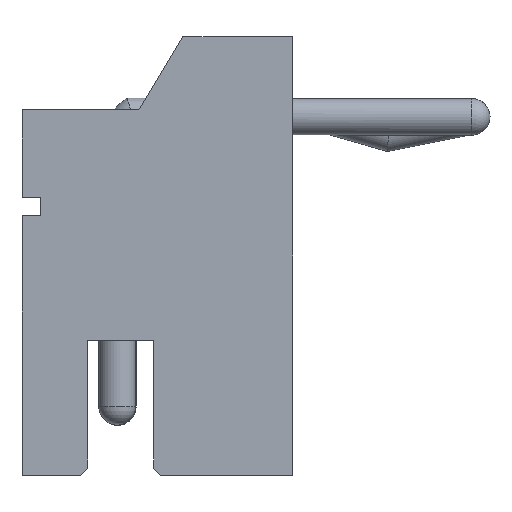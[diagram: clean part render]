
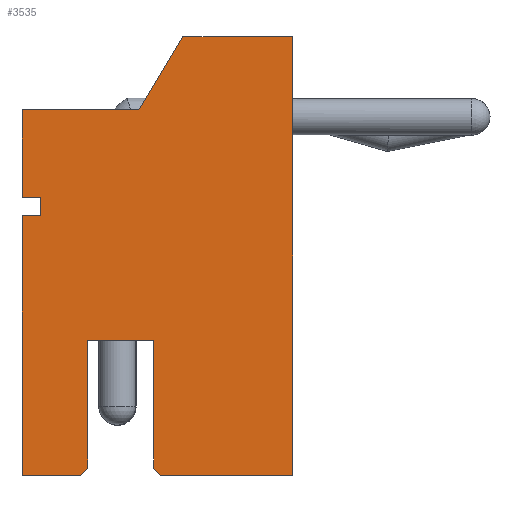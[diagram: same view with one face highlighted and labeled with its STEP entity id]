
A CAD part, left-side view. The second image highlights one B-rep face of the part: STEP entity #3535.
In plain terms, the highlighted planar face has unit normal (-1, 0, 0).
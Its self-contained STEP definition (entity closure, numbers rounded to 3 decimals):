
#85=DIRECTION('',(0.,-0.707,0.707));
#86=VECTOR('',#85,0.141);
#87=CARTESIAN_POINT('',(-5.25,1.05,0.));
#88=LINE('',#87,#86);
#89=DIRECTION('',(0.,-1.,0.));
#90=VECTOR('',#89,0.8);
#91=CARTESIAN_POINT('',(-5.25,1.85,0.));
#92=LINE('',#91,#90);
#93=DIRECTION('',(0.,0.514,-0.857));
#94=VECTOR('',#93,1.166);
#95=CARTESIAN_POINT('',(-5.25,-0.35,6.));
#96=LINE('',#95,#94);
#97=DIRECTION('',(0.,-1.,0.));
#98=VECTOR('',#97,1.8);
#99=CARTESIAN_POINT('',(-5.25,-0.05,0.));
#100=LINE('',#99,#98);
#101=DIRECTION('',(0.,-0.707,-0.707));
#102=VECTOR('',#101,0.141);
#103=CARTESIAN_POINT('',(-5.25,0.05,0.1));
#104=LINE('',#103,#102);
#105=DIRECTION('',(0.,-1.,0.));
#106=VECTOR('',#105,0.9);
#107=CARTESIAN_POINT('',(-5.25,0.95,1.85));
#108=LINE('',#107,#106);
#109=DIRECTION('',(0.,0.,1.));
#110=VECTOR('',#109,1.75);
#111=CARTESIAN_POINT('',(-5.25,0.95,0.1));
#112=LINE('',#111,#110);
#113=DIRECTION('',(0.,0.,1.));
#114=VECTOR('',#113,3.55);
#115=CARTESIAN_POINT('',(-5.25,1.85,0.));
#116=LINE('',#115,#114);
#133=DIRECTION('',(0.,1.,0.));
#134=VECTOR('',#133,0.25);
#135=CARTESIAN_POINT('',(-5.25,1.6,3.55));
#136=LINE('',#135,#134);
#149=DIRECTION('',(0.,0.,-1.));
#150=VECTOR('',#149,0.25);
#151=CARTESIAN_POINT('',(-5.25,1.6,3.8));
#152=LINE('',#151,#150);
#161=DIRECTION('',(0.,-1.,0.));
#162=VECTOR('',#161,0.25);
#163=CARTESIAN_POINT('',(-5.25,1.85,3.8));
#164=LINE('',#163,#162);
#173=DIRECTION('',(0.,0.,1.));
#174=VECTOR('',#173,1.2);
#175=CARTESIAN_POINT('',(-5.25,1.85,3.8));
#176=LINE('',#175,#174);
#393=DIRECTION('',(0.,0.,-1.));
#394=VECTOR('',#393,1.75);
#395=CARTESIAN_POINT('',(-5.25,0.05,1.85));
#396=LINE('',#395,#394);
#1263=DIRECTION('',(0.,0.,-1.));
#1264=VECTOR('',#1263,6.);
#1265=CARTESIAN_POINT('',(-5.25,-1.85,6.));
#1266=LINE('',#1265,#1264);
#1279=DIRECTION('',(0.,-1.,0.));
#1280=VECTOR('',#1279,1.5);
#1281=CARTESIAN_POINT('',(-5.25,-0.35,6.));
#1282=LINE('',#1281,#1280);
#1291=DIRECTION('',(0.,1.,0.));
#1292=VECTOR('',#1291,1.6);
#1293=CARTESIAN_POINT('',(-5.25,0.25,5.));
#1294=LINE('',#1293,#1292);
#2793=CARTESIAN_POINT('',(-5.25,1.05,0.));
#2794=VERTEX_POINT('',#2793);
#2795=CARTESIAN_POINT('',(-5.25,1.85,0.));
#2796=VERTEX_POINT('',#2795);
#2821=CARTESIAN_POINT('',(-5.25,-1.85,0.));
#2822=VERTEX_POINT('',#2821);
#2823=CARTESIAN_POINT('',(-5.25,-0.05,0.));
#2824=VERTEX_POINT('',#2823);
#2864=CARTESIAN_POINT('',(-5.25,0.95,0.1));
#2866=VERTEX_POINT('',#2864);
#2873=CARTESIAN_POINT('',(-5.25,0.95,1.85));
#2874=VERTEX_POINT('',#2873);
#2935=CARTESIAN_POINT('',(-5.25,0.05,1.85));
#2936=VERTEX_POINT('',#2935);
#2939=CARTESIAN_POINT('',(-5.25,1.85,3.55));
#2940=VERTEX_POINT('',#2939);
#2941=CARTESIAN_POINT('',(-5.25,1.6,3.55));
#2942=VERTEX_POINT('',#2941);
#2943=CARTESIAN_POINT('',(-5.25,1.6,3.8));
#2944=VERTEX_POINT('',#2943);
#2945=CARTESIAN_POINT('',(-5.25,1.85,3.8));
#2946=VERTEX_POINT('',#2945);
#2947=CARTESIAN_POINT('',(-5.25,1.85,5.));
#2948=VERTEX_POINT('',#2947);
#2949=CARTESIAN_POINT('',(-5.25,0.25,5.));
#2950=VERTEX_POINT('',#2949);
#2951=CARTESIAN_POINT('',(-5.25,-0.35,6.));
#2952=VERTEX_POINT('',#2951);
#2953=CARTESIAN_POINT('',(-5.25,-1.85,6.));
#2954=VERTEX_POINT('',#2953);
#2955=CARTESIAN_POINT('',(-5.25,0.05,0.1));
#2956=VERTEX_POINT('',#2955);
#3499=CARTESIAN_POINT('',(-5.25,0.,3.));
#3500=DIRECTION('',(1.,0.,0.));
#3501=DIRECTION('',(0.,-1.,0.));
#3502=AXIS2_PLACEMENT_3D('',#3499,#3500,#3501);
#3503=PLANE('',#3502);
#3504=ORIENTED_EDGE('',*,*,#3491,.F.);
#3505=ORIENTED_EDGE('',*,*,#3312,.F.);
#3507=ORIENTED_EDGE('',*,*,#3506,.T.);
#3509=ORIENTED_EDGE('',*,*,#3508,.F.);
#3511=ORIENTED_EDGE('',*,*,#3510,.F.);
#3513=ORIENTED_EDGE('',*,*,#3512,.F.);
#3515=ORIENTED_EDGE('',*,*,#3514,.T.);
#3517=ORIENTED_EDGE('',*,*,#3516,.F.);
#3519=ORIENTED_EDGE('',*,*,#3518,.F.);
#3521=ORIENTED_EDGE('',*,*,#3520,.T.);
#3523=ORIENTED_EDGE('',*,*,#3522,.T.);
#3525=ORIENTED_EDGE('',*,*,#3524,.F.);
#3527=ORIENTED_EDGE('',*,*,#3526,.F.);
#3529=ORIENTED_EDGE('',*,*,#3528,.F.);
#3531=ORIENTED_EDGE('',*,*,#3530,.F.);
#3532=ORIENTED_EDGE('',*,*,#3474,.F.);
#3533=EDGE_LOOP('',(#3504,#3505,#3507,#3509,#3511,#3513,#3515,#3517,#3519,#3521,
#3523,#3525,#3527,#3529,#3531,#3532));
#3534=FACE_OUTER_BOUND('',#3533,.F.);
#3535=ADVANCED_FACE('',(#3534),#3503,.F.);
#3312=EDGE_CURVE('',#2796,#2794,#92,.T.);
#3474=EDGE_CURVE('',#2866,#2874,#112,.T.);
#3491=EDGE_CURVE('',#2794,#2866,#88,.T.);
#3506=EDGE_CURVE('',#2796,#2940,#116,.T.);
#3508=EDGE_CURVE('',#2942,#2940,#136,.T.);
#3510=EDGE_CURVE('',#2944,#2942,#152,.T.);
#3512=EDGE_CURVE('',#2946,#2944,#164,.T.);
#3514=EDGE_CURVE('',#2946,#2948,#176,.T.);
#3516=EDGE_CURVE('',#2950,#2948,#1294,.T.);
#3518=EDGE_CURVE('',#2952,#2950,#96,.T.);
#3520=EDGE_CURVE('',#2952,#2954,#1282,.T.);
#3522=EDGE_CURVE('',#2954,#2822,#1266,.T.);
#3524=EDGE_CURVE('',#2824,#2822,#100,.T.);
#3526=EDGE_CURVE('',#2956,#2824,#104,.T.);
#3528=EDGE_CURVE('',#2936,#2956,#396,.T.);
#3530=EDGE_CURVE('',#2874,#2936,#108,.T.);
